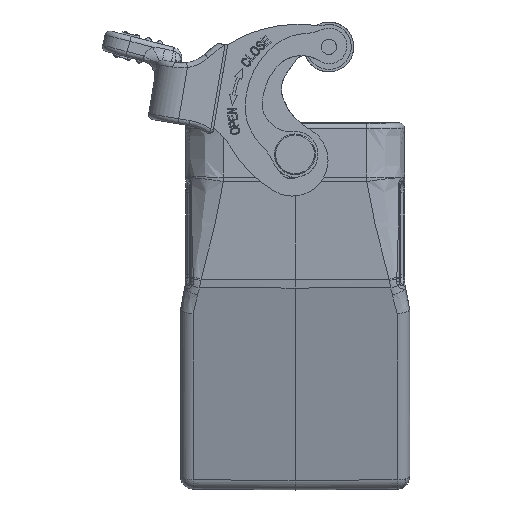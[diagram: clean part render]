
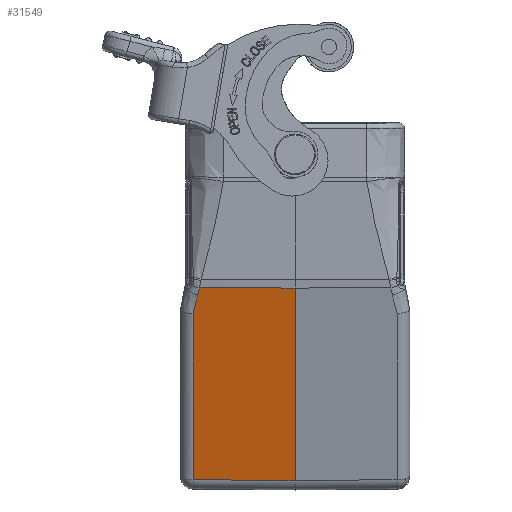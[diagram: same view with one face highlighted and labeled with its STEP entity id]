
A CAD part, left-side view. The second image highlights one B-rep face of the part: STEP entity #31549.
In plain terms, the highlighted planar face has unit normal (-0.966, 0.009, -0.259).
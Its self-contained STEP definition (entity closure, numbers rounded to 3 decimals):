
#4143=CARTESIAN_POINT('',(-34.58,0.,
-32.345));
#4159=DIRECTION('',(0.009,1.,0.002));
#4160=VECTOR('',#4159,18.768);
#4161=CARTESIAN_POINT('',(-34.58,0.,
-32.345));
#4162=LINE('',#4161,#4160);
#4179=CARTESIAN_POINT('',(-33.046,20.022,
-37.395));
#4180=CARTESIAN_POINT('',(-33.173,19.932,
-36.925));
#4181=CARTESIAN_POINT('',(-33.415,19.745,
-36.027));
#4182=CARTESIAN_POINT('',(-33.663,19.528,
-35.11));
#4183=CARTESIAN_POINT('',(-33.916,19.264,
-34.175));
#4184=CARTESIAN_POINT('',(-34.05,19.115,
-33.678));
#4186=CARTESIAN_POINT('',(-34.05,19.115,
-33.678));
#4187=CARTESIAN_POINT('',(-34.085,19.077,
-33.549));
#4188=CARTESIAN_POINT('',(-34.16,18.999,
-33.274));
#4189=CARTESIAN_POINT('',(-34.339,18.841,
-32.611));
#4190=CARTESIAN_POINT('',(-34.396,18.788,
-32.398));
#4191=CARTESIAN_POINT('',(-34.418,18.767,
-32.316));
#4193=DIRECTION('',(0.259,0.,-0.966));
#4194=VECTOR('',#4193,39.136);
#4195=CARTESIAN_POINT('',(-34.58,0.,
-32.345));
#4196=LINE('',#4195,#4194);
#4197=DIRECTION('',(0.007,1.,0.009));
#4198=VECTOR('',#4197,20.023);
#4199=CARTESIAN_POINT('',(-24.451,0.,
-70.147));
#4200=LINE('',#4199,#4198);
#4211=DIRECTION('',(0.259,0.,-0.966));
#4212=VECTOR('',#4211,33.727);
#4213=CARTESIAN_POINT('',(-33.046,20.022,
-37.395));
#4214=LINE('',#4213,#4212);
#19810=VERTEX_POINT('',#4143);
#19813=CARTESIAN_POINT('',(-34.418,18.767,
-32.316));
#19814=VERTEX_POINT('',#19813);
#19817=CARTESIAN_POINT('',(-33.046,20.022,
-37.395));
#19818=CARTESIAN_POINT('',(-24.317,20.022,
-69.972));
#19819=VERTEX_POINT('',#19817);
#19820=VERTEX_POINT('',#19818);
#19821=VERTEX_POINT('',#4184);
#19822=CARTESIAN_POINT('',(-24.451,0.,
-70.147));
#19823=VERTEX_POINT('',#19822);
#31531=CARTESIAN_POINT('',(-29.431,10.011,
-51.223));
#31532=DIRECTION('',(0.966,-0.009,0.259));
#31533=DIRECTION('',(-0.259,0.,0.966));
#31534=AXIS2_PLACEMENT_3D('',#31531,#31532,#31533);
#31535=PLANE('',#31534);
#31537=ORIENTED_EDGE('',*,*,#31536,.F.);
#31539=ORIENTED_EDGE('',*,*,#31538,.T.);
#31541=ORIENTED_EDGE('',*,*,#31540,.T.);
#31542=ORIENTED_EDGE('',*,*,#31519,.F.);
#31544=ORIENTED_EDGE('',*,*,#31543,.T.);
#31546=ORIENTED_EDGE('',*,*,#31545,.T.);
#31547=EDGE_LOOP('',(#31537,#31539,#31541,#31542,#31544,#31546));
#31548=FACE_OUTER_BOUND('',#31547,.F.);
#31549=ADVANCED_FACE('',(#31548),#31535,.F.);
#4185=B_SPLINE_CURVE_WITH_KNOTS('',3,(#4179,#4180,#4181,#4182,#4183,#4184),
.UNSPECIFIED.,.F.,.F.,(4,1,1,4),(0.,0.333,0.667,1.),
.UNSPECIFIED.);
#4192=B_SPLINE_CURVE_WITH_KNOTS('',3,(#4186,#4187,#4188,#4189,#4190,#4191),
.UNSPECIFIED.,.F.,.F.,(4,1,1,4),(0.,0.333,0.667,1.),
.UNSPECIFIED.);
#31519=EDGE_CURVE('',#19810,#19814,#4162,.T.);
#31536=EDGE_CURVE('',#19819,#19820,#4214,.T.);
#31538=EDGE_CURVE('',#19819,#19821,#4185,.T.);
#31540=EDGE_CURVE('',#19821,#19814,#4192,.T.);
#31543=EDGE_CURVE('',#19810,#19823,#4196,.T.);
#31545=EDGE_CURVE('',#19823,#19820,#4200,.T.);
